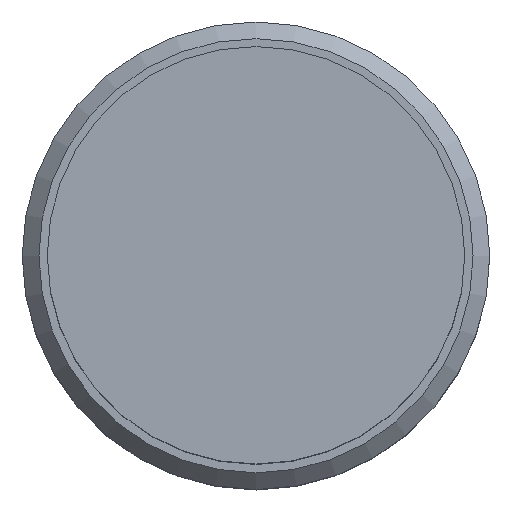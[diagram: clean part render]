
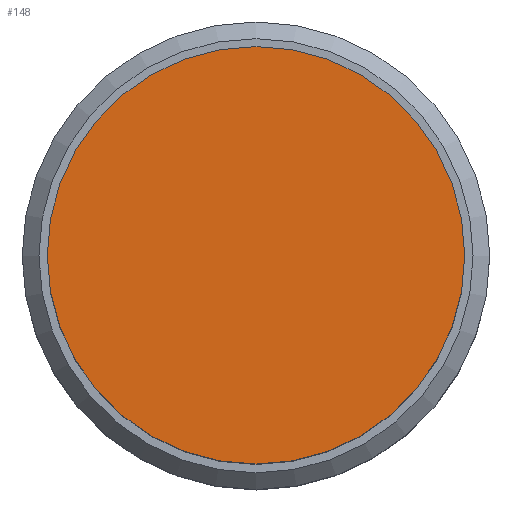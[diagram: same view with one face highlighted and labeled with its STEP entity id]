
A CAD part, top view. The second image highlights one B-rep face of the part: STEP entity #148.
In plain terms, the highlighted planar face has unit normal (0, 0, 1).
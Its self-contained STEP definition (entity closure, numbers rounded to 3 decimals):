
#25=PLANE('',#182);
#41=ORIENTED_EDGE('',*,*,#58,.F.);
#58=EDGE_CURVE('',#70,#70,#82,.T.);
#70=VERTEX_POINT('',#265);
#82=CIRCLE('',#180,12.5);
#101=EDGE_LOOP('',(#41));
#125=FACE_BOUND('',#101,.T.);
#148=ADVANCED_FACE('',(#125),#25,.F.);
#180=AXIS2_PLACEMENT_3D('',#264,#220,#221);
#182=AXIS2_PLACEMENT_3D('',#268,#224,#225);
#220=DIRECTION('',(0.,0.,-1.));
#221=DIRECTION('',(-1.,0.,0.));
#224=DIRECTION('',(0.,0.,-1.));
#225=DIRECTION('',(-1.,0.,0.));
#264=CARTESIAN_POINT('',(0.,0.,32.));
#265=CARTESIAN_POINT('',(12.5,0.,32.));
#268=CARTESIAN_POINT('',(0.,0.,32.));
